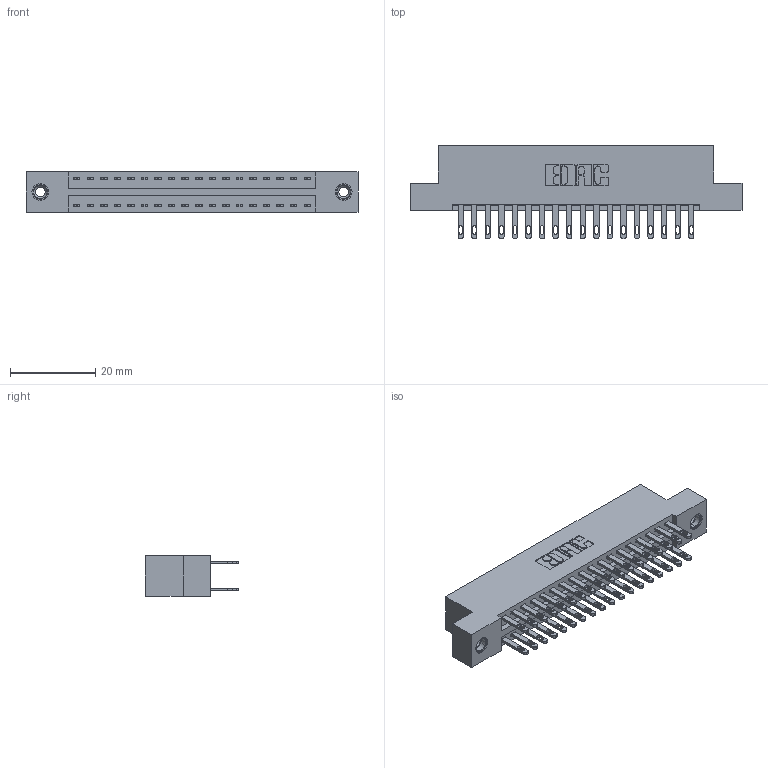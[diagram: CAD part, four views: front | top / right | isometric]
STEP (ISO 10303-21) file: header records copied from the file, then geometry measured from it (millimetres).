
FILE_DESCRIPTION (( 'STEP AP203' ), '1' );
FILE_NAME ('346-036-500-208.STEP', '2022-05-19T20:48:39', ( '' ), ( '' ), 'SwSTEP 2.0', 'SolidWorks 2020', '' );
FILE_SCHEMA (( 'CONFIG_CONTROL_DESIGN' ));
Length unit declared in the file: inch
Products named in the file (4): 345-250-001_345-250-003-102; 346 Part_Flush Mounting Lugs - 0.156 Dia-TI; 346-036-500-208; 345-292-001_345-293-100
Assembly tree (39 placements, depth 2):
  346-036-500-208
    346 Part_Flush Mounting Lugs - 0.156 Dia-TI
    345-292-001_345-293-100  x36
    345-250-001_345-250-003-102  x2
Bounding box: 77.72 x 21.84 x 9.4 mm (x, y, z)
Volume: 7496.1 mm3; surface area: 10323.6 mm2
Topology: 39 solids, 39 shells, 1910 faces, 5757 edges, 3830 vertices
Faces by surface type: plane 1152, cylinder 742, cone 12, torus 4
Entity records: 16094 total; most frequent: CARTESIAN_POINT 2667, ORIENTED_EDGE 2594, DIRECTION 2431, EDGE_CURVE 1297, VECTOR 1069, LINE 1069, VERTEX_POINT 860, AXIS2_PLACEMENT_3D 681
